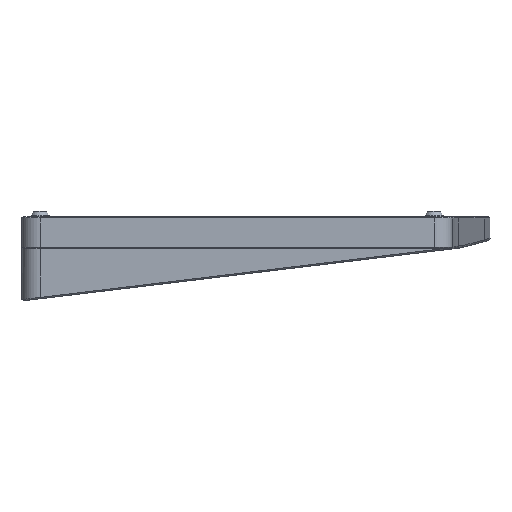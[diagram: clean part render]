
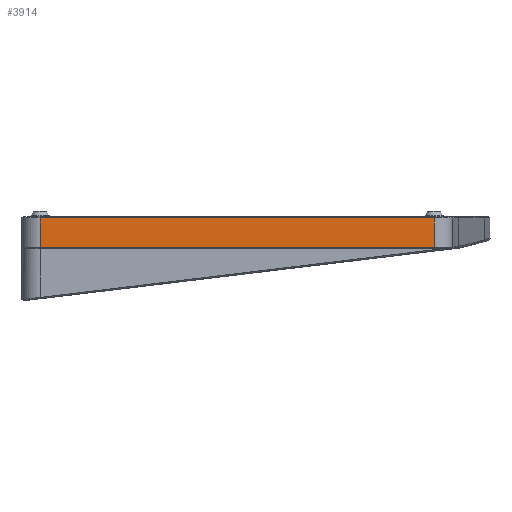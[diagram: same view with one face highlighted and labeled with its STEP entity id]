
A CAD part, left-side view. The second image highlights one B-rep face of the part: STEP entity #3914.
In plain terms, the highlighted planar face has unit normal (-1, 0, 0).
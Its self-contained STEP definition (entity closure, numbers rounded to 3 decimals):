
#238=PLANE('',#4334);
#424=FACE_OUTER_BOUND('',#684,.T.);
#684=EDGE_LOOP('',(#3334,#3335,#3336,#3337));
#837=LINE('',#6006,#1164);
#1020=LINE('',#6751,#1347);
#1025=LINE('',#6766,#1352);
#1026=LINE('',#6769,#1353);
#1164=VECTOR('',#4713,10.);
#1347=VECTOR('',#5324,10.);
#1352=VECTOR('',#5341,10.);
#1353=VECTOR('',#5346,10.);
#1735=VERTEX_POINT('',#6003);
#1736=VERTEX_POINT('',#6005);
#1912=VERTEX_POINT('',#6750);
#1916=VERTEX_POINT('',#6765);
#2110=EDGE_CURVE('',#1735,#1736,#837,.T.);
#2406=EDGE_CURVE('',#1736,#1912,#1020,.T.);
#2414=EDGE_CURVE('',#1912,#1916,#1025,.T.);
#2416=EDGE_CURVE('',#1916,#1735,#1026,.T.);
#3334=ORIENTED_EDGE('',*,*,#2406,.F.);
#3335=ORIENTED_EDGE('',*,*,#2110,.F.);
#3336=ORIENTED_EDGE('',*,*,#2416,.F.);
#3337=ORIENTED_EDGE('',*,*,#2414,.F.);
#3914=ADVANCED_FACE('',(#424),#238,.T.);
#4334=AXIS2_PLACEMENT_3D('',#6768,#5344,#5345);
#4713=DIRECTION('',(0.,0.,-1.));
#5324=DIRECTION('',(0.,1.,0.));
#5341=DIRECTION('',(0.,0.,1.));
#5344=DIRECTION('center_axis',(-1.,0.,0.));
#5345=DIRECTION('ref_axis',(0.,1.,0.));
#5346=DIRECTION('',(0.,-1.,0.));
#6003=CARTESIAN_POINT('',(-6.,-90.31,-5.25));
#6005=CARTESIAN_POINT('',(-6.,-90.31,-11.7));
#6006=CARTESIAN_POINT('',(-6.,-90.31,-5.));
#6750=CARTESIAN_POINT('',(-6.,-3.,-11.7));
#6751=CARTESIAN_POINT('',(-6.,-69.732,-11.7));
#6765=CARTESIAN_POINT('',(-6.,-3.,-5.25));
#6766=CARTESIAN_POINT('',(-6.,-3.,-5.));
#6768=CARTESIAN_POINT('Origin',(-6.,-94.31,-5.));
#6769=CARTESIAN_POINT('',(-6.,-72.732,-5.25));
